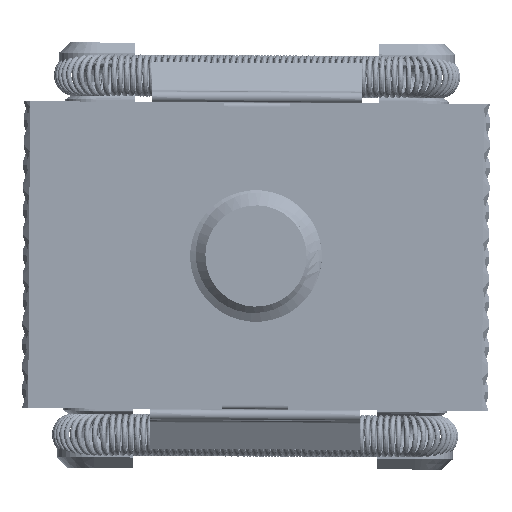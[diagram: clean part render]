
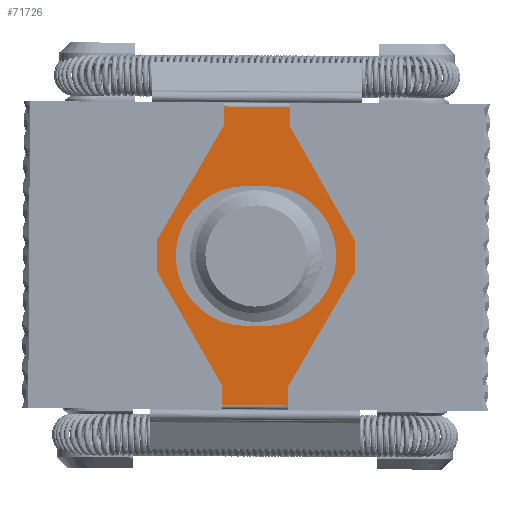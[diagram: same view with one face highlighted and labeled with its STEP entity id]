
A CAD part, front view. The second image highlights one B-rep face of the part: STEP entity #71726.
In plain terms, the highlighted face is planar.
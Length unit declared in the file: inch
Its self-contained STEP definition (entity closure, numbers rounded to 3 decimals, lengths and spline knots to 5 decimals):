
#29 = EDGE_LOOP ( 'NONE', ( #34392, #52875, #33531, #29681, #24901, #23040, #32509, #46266 ) ) ;
#267 = EDGE_CURVE ( 'NONE', #68244, #66275, #56242, .T. ) ;
#1590 = LINE ( 'NONE', #36337, #63231 ) ;
#1735 = EDGE_CURVE ( 'NONE', #20642, #10122, #72477, .T. ) ;
#2675 = AXIS2_PLACEMENT_3D ( 'NONE', #7067, #50672, #13784 ) ;
#4564 = CARTESIAN_POINT ( 'NONE',  ( 0.45788, 0.05513, -0.33268 ) ) ;
#4610 = DIRECTION ( 'NONE',  ( 0., -1., 0. ) ) ;
#4723 = VECTOR ( 'NONE', #18640, 39.37008 ) ;
#7067 = CARTESIAN_POINT ( 'NONE',  ( 0., 0., -0.33268 ) ) ;
#7075 = VERTEX_POINT ( 'NONE', #57844 ) ;
#7338 = ORIENTED_EDGE ( 'NONE', *, *, #56096, .T. ) ;
#7596 = EDGE_CURVE ( 'NONE', #10122, #66223, #65223, .T. ) ;
#8189 = EDGE_CURVE ( 'NONE', #66275, #44585, #1590, .T. ) ;
#8922 = LINE ( 'NONE', #65413, #70570 ) ;
#9002 = VECTOR ( 'NONE', #27315, 39.37008 ) ;
#9095 = DIRECTION ( 'NONE',  ( 0., 0., 1. ) ) ;
#10122 = VERTEX_POINT ( 'NONE', #4564 ) ;
#10291 = CIRCLE ( 'NONE', #14983, 0.26553 ) ;
#13784 = DIRECTION ( 'NONE',  ( 0., -1., 0. ) ) ;
#14042 = LINE ( 'NONE', #39139, #79593 ) ;
#14873 = VERTEX_POINT ( 'NONE', #58667 ) ;
#14912 = EDGE_CURVE ( 'NONE', #66223, #25250, #8922, .T. ) ;
#14983 = AXIS2_PLACEMENT_3D ( 'NONE', #28905, #71947, #35098 ) ;
#15418 = ORIENTED_EDGE ( 'NONE', *, *, #35281, .T. ) ;
#16077 = LINE ( 'NONE', #26428, #65228 ) ;
#17145 = EDGE_LOOP ( 'NONE', ( #28163, #7338, #52819, #15418, #71270 ) ) ;
#17824 = DIRECTION ( 'NONE',  ( -0.5, -0.866, 0. ) ) ;
#18640 = DIRECTION ( 'NONE',  ( -1., 0., 0. ) ) ;
#19395 = EDGE_CURVE ( 'NONE', #7075, #14873, #16077, .T. ) ;
#20631 = CARTESIAN_POINT ( 'NONE',  ( -0.45788, -0.05513, -0.33268 ) ) ;
#20642 = VERTEX_POINT ( 'NONE', #59830 ) ;
#20776 = DIRECTION ( 'NONE',  ( 1., 0., 0. ) ) ;
#21081 = LINE ( 'NONE', #30262, #4723 ) ;
#23040 = ORIENTED_EDGE ( 'NONE', *, *, #7596, .F. ) ;
#23152 = VECTOR ( 'NONE', #17824, 39.37008 ) ;
#24043 = CARTESIAN_POINT ( 'NONE',  ( -0.16239, 0.56693, -0.33268 ) ) ;
#24901 = ORIENTED_EDGE ( 'NONE', *, *, #14912, .F. ) ;
#25250 = VERTEX_POINT ( 'NONE', #53313 ) ;
#26428 = CARTESIAN_POINT ( 'NONE',  ( 0., -0.26553, -0.33268 ) ) ;
#27315 = DIRECTION ( 'NONE',  ( 0., -1., 0. ) ) ;
#27549 = AXIS2_PLACEMENT_3D ( 'NONE', #78407, #41549, #4610 ) ;
#28163 = ORIENTED_EDGE ( 'NONE', *, *, #19395, .T. ) ;
#28500 = DIRECTION ( 'NONE',  ( 0.5, 0.866, 0. ) ) ;
#28784 = CIRCLE ( 'NONE', #53372, 0.26553 ) ;
#28817 = DIRECTION ( 'NONE',  ( -1., 0., 0. ) ) ;
#28905 = CARTESIAN_POINT ( 'NONE',  ( 0.03937, 0., -0.33268 ) ) ;
#29453 = CARTESIAN_POINT ( 'NONE',  ( 0.03937, 0.26553, -0.33268 ) ) ;
#29681 = ORIENTED_EDGE ( 'NONE', *, *, #69422, .F. ) ;
#30262 = CARTESIAN_POINT ( 'NONE',  ( 0., 0.26553, -0.33268 ) ) ;
#30552 = CARTESIAN_POINT ( 'NONE',  ( 0.3049, 0., -0.33268 ) ) ;
#30574 = VECTOR ( 'NONE', #40785, 39.37008 ) ;
#32509 = ORIENTED_EDGE ( 'NONE', *, *, #1735, .F. ) ;
#33531 = ORIENTED_EDGE ( 'NONE', *, *, #267, .F. ) ;
#34392 = ORIENTED_EDGE ( 'NONE', *, *, #58129, .F. ) ;
#35098 = DIRECTION ( 'NONE',  ( 0., -1., 0. ) ) ;
#35235 = VERTEX_POINT ( 'NONE', #29453 ) ;
#35281 = EDGE_CURVE ( 'NONE', #35235, #69448, #21081, .T. ) ;
#36337 = CARTESIAN_POINT ( 'NONE',  ( -0.45788, -0.05513, -0.33268 ) ) ;
#37502 = CARTESIAN_POINT ( 'NONE',  ( -0.03937, 0.26553, -0.33268 ) ) ;
#38788 = DIRECTION ( 'NONE',  ( 1., 0., 0. ) ) ;
#39139 = CARTESIAN_POINT ( 'NONE',  ( 0., -0.56693, -0.33268 ) ) ;
#39177 = VERTEX_POINT ( 'NONE', #42872 ) ;
#39364 = EDGE_CURVE ( 'NONE', #69448, #7075, #28784, .T. ) ;
#40785 = DIRECTION ( 'NONE',  ( -0.5, 0.866, 0. ) ) ;
#41549 = DIRECTION ( 'NONE',  ( 0., 0., 1. ) ) ;
#42209 = FACE_OUTER_BOUND ( 'NONE', #29, .T. ) ;
#42561 = DIRECTION ( 'NONE',  ( 0.5, -0.866, 0. ) ) ;
#42658 = CARTESIAN_POINT ( 'NONE',  ( 0.45788, 0., -0.33268 ) ) ;
#42872 = CARTESIAN_POINT ( 'NONE',  ( 0.16239, -0.56693, -0.33268 ) ) ;
#44499 = PLANE ( 'NONE',  #2675 ) ;
#44585 = VERTEX_POINT ( 'NONE', #79914 ) ;
#45056 = VERTEX_POINT ( 'NONE', #30552 ) ;
#45977 = CARTESIAN_POINT ( 'NONE',  ( -0.03937, 0., -0.33268 ) ) ;
#46266 = ORIENTED_EDGE ( 'NONE', *, *, #71070, .F. ) ;
#48802 = DIRECTION ( 'NONE',  ( 0., 1., 0. ) ) ;
#50656 = CIRCLE ( 'NONE', #27549, 0.26553 ) ;
#50672 = DIRECTION ( 'NONE',  ( 0., 0., 1. ) ) ;
#52205 = DIRECTION ( 'NONE',  ( 0., -1., 0. ) ) ;
#52819 = ORIENTED_EDGE ( 'NONE', *, *, #54694, .T. ) ;
#52875 = ORIENTED_EDGE ( 'NONE', *, *, #8189, .F. ) ;
#53313 = CARTESIAN_POINT ( 'NONE',  ( -0.16239, 0.56693, -0.33268 ) ) ;
#53372 = AXIS2_PLACEMENT_3D ( 'NONE', #45977, #9095, #52205 ) ;
#54694 = EDGE_CURVE ( 'NONE', #45056, #35235, #10291, .T. ) ;
#54763 = LINE ( 'NONE', #65374, #69185 ) ;
#56096 = EDGE_CURVE ( 'NONE', #14873, #45056, #50656, .T. ) ;
#56100 = VECTOR ( 'NONE', #48802, 39.37008 ) ;
#56242 = LINE ( 'NONE', #64172, #9002 ) ;
#57844 = CARTESIAN_POINT ( 'NONE',  ( -0.03937, -0.26553, -0.33268 ) ) ;
#58129 = EDGE_CURVE ( 'NONE', #44585, #39177, #14042, .T. ) ;
#58667 = CARTESIAN_POINT ( 'NONE',  ( 0.03937, -0.26553, -0.33268 ) ) ;
#59040 = CARTESIAN_POINT ( 'NONE',  ( 0.45788, 0.05513, -0.33268 ) ) ;
#59830 = CARTESIAN_POINT ( 'NONE',  ( 0.45788, -0.05513, -0.33268 ) ) ;
#63231 = VECTOR ( 'NONE', #42561, 39.37008 ) ;
#63671 = CARTESIAN_POINT ( 'NONE',  ( -0.45788, 0.05513, -0.33268 ) ) ;
#64172 = CARTESIAN_POINT ( 'NONE',  ( -0.45788, 0., -0.33268 ) ) ;
#65223 = LINE ( 'NONE', #59040, #30574 ) ;
#65228 = VECTOR ( 'NONE', #38788, 39.37008 ) ;
#65374 = CARTESIAN_POINT ( 'NONE',  ( 0.16239, -0.56693, -0.33268 ) ) ;
#65413 = CARTESIAN_POINT ( 'NONE',  ( 0., 0.56693, -0.33268 ) ) ;
#66223 = VERTEX_POINT ( 'NONE', #69125 ) ;
#66275 = VERTEX_POINT ( 'NONE', #20631 ) ;
#68244 = VERTEX_POINT ( 'NONE', #63671 ) ;
#69125 = CARTESIAN_POINT ( 'NONE',  ( 0.16239, 0.56693, -0.33268 ) ) ;
#69185 = VECTOR ( 'NONE', #28500, 39.37008 ) ;
#69422 = EDGE_CURVE ( 'NONE', #25250, #68244, #72295, .T. ) ;
#69448 = VERTEX_POINT ( 'NONE', #37502 ) ;
#70570 = VECTOR ( 'NONE', #28817, 39.37008 ) ;
#71070 = EDGE_CURVE ( 'NONE', #39177, #20642, #54763, .T. ) ;
#71270 = ORIENTED_EDGE ( 'NONE', *, *, #39364, .T. ) ;
#71726 = ADVANCED_FACE ( 'NONE', ( #76829, #42209 ), #44499, .F. ) ;
#71947 = DIRECTION ( 'NONE',  ( 0., 0., 1. ) ) ;
#72295 = LINE ( 'NONE', #24043, #23152 ) ;
#72477 = LINE ( 'NONE', #42658, #56100 ) ;
#76829 = FACE_BOUND ( 'NONE', #17145, .T. ) ;
#78407 = CARTESIAN_POINT ( 'NONE',  ( 0.03937, 0., -0.33268 ) ) ;
#79593 = VECTOR ( 'NONE', #20776, 39.37008 ) ;
#79914 = CARTESIAN_POINT ( 'NONE',  ( -0.16239, -0.56693, -0.33268 ) ) ;
